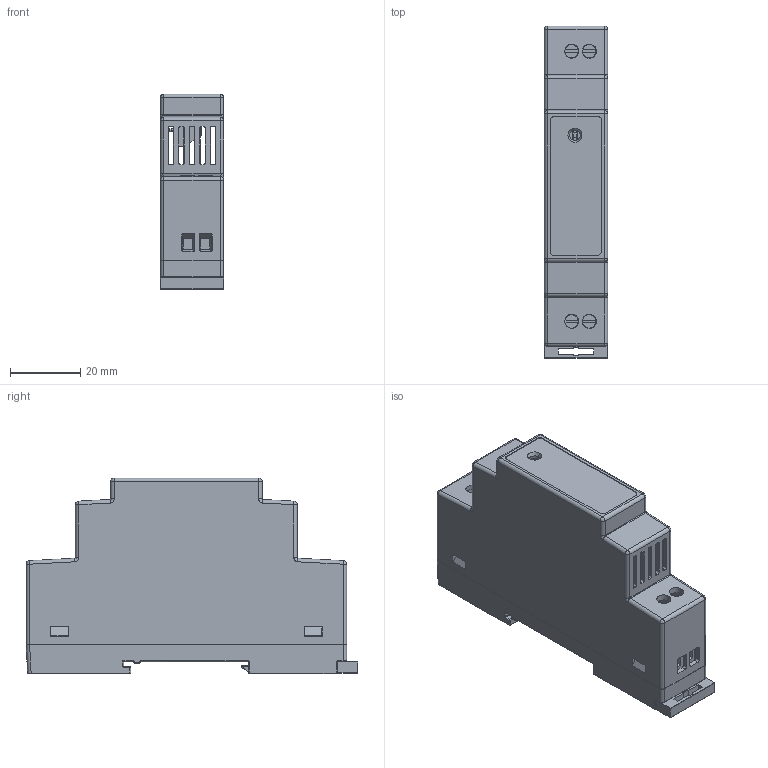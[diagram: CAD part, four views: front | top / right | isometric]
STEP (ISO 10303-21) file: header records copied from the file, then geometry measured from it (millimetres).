
FILE_DESCRIPTION (( 'STEP AP214' ), '1' );
FILE_NAME ('RZI10-XX-M-3D.STEP', '2016-06-20T10:23:28', ( '' ), ( '' ), 'SwSTEP 2.0', 'SolidWorks 2016', '' );
FILE_SCHEMA (( 'AUTOMOTIVE_DESIGN' ));
Length unit declared in the file: millimetre
Products named in the file (1): RZI10-XX-M-3D
Bounding box: 18 x 94.2 x 55.6 mm (x, y, z)
Volume: 26219.3 mm3; surface area: 39601 mm2
Topology: 12 solids, 12 shells, 1143 faces, 2931 edges, 1784 vertices
Faces by surface type: plane 597, cylinder 393, bspline 139, cone 14
Entity records: 49152 total; most frequent: CARTESIAN_POINT 10126, ORIENTED_EDGE 5772, DIRECTION 5062, EDGE_CURVE 2886, LINE 1984, VECTOR 1984, VERTEX_POINT 1784, AXIS2_PLACEMENT_3D 1539
